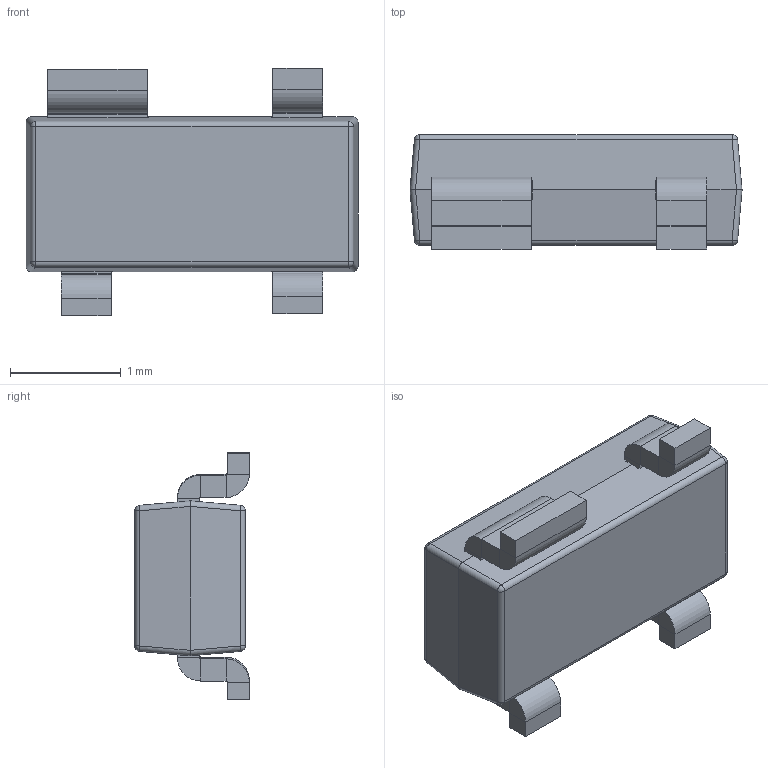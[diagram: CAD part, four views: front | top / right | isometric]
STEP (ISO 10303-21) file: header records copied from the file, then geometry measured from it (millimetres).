
FILE_DESCRIPTION (( 'STEP AP214' ), '1' );
FILE_NAME ('Assem1.STEP', '2019-11-14T14:22:41', ( '' ), ( '' ), 'SwSTEP 2.0', 'SolidWorks 2018', '' );
FILE_SCHEMA (( 'AUTOMOTIVE_DESIGN' ));
Length unit declared in the file: millimetre
Products named in the file (4): Part4; Assem1; Part1; Part3
Assembly tree (5 placements, depth 2):
  Assem1
    Part1
    Part3  x3
    Part4
Bounding box: 3 x 1.03 x 2.24 mm (x, y, z)
Volume: 4.2 mm3; surface area: 26.1 mm2
Topology: 5 solids, 5 shells, 134 faces, 296 edges, 160 vertices
Faces by surface type: plane 94, cylinder 32, sphere 8
Entity records: 2570 total; most frequent: DIRECTION 432, CARTESIAN_POINT 422, ORIENTED_EDGE 400, EDGE_CURVE 200, LINE 156, VECTOR 156, AXIS2_PLACEMENT_3D 138, VERTEX_POINT 112
